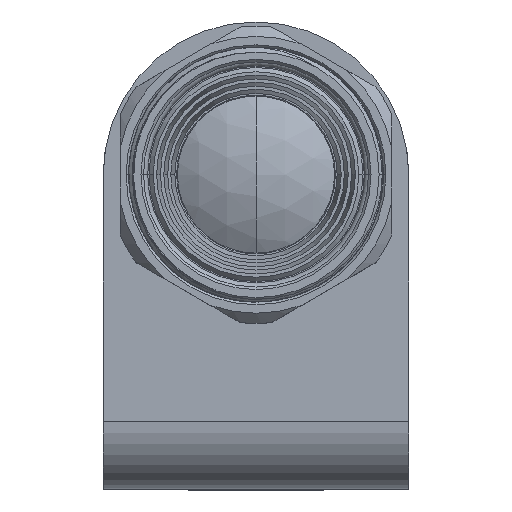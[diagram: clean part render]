
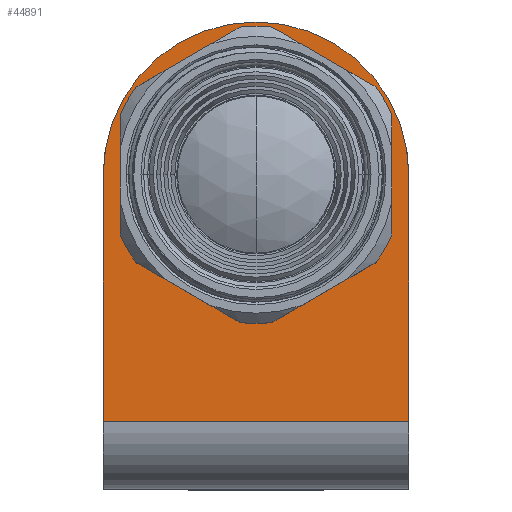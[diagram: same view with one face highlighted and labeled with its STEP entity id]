
A CAD part, top view. The second image highlights one B-rep face of the part: STEP entity #44891.
In plain terms, the highlighted planar face has unit normal (0, 0, 1).
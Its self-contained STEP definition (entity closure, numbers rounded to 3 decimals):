
#1055 = CIRCLE ( 'NONE', #28411, 15.25 ) ;
#1164 = LINE ( 'NONE', #12892, #11600 ) ;
#1261 = ORIENTED_EDGE ( 'NONE', *, *, #24327, .F. ) ;
#1697 = DIRECTION ( 'NONE',  ( 0., 0., -1. ) ) ;
#3138 = CIRCLE ( 'NONE', #25850, 15.25 ) ;
#3160 = ORIENTED_EDGE ( 'NONE', *, *, #26333, .T. ) ;
#3768 = DIRECTION ( 'NONE',  ( -1., 0., 0. ) ) ;
#4649 = CARTESIAN_POINT ( 'NONE',  ( -15.25, 37., 0. ) ) ;
#5604 = FACE_OUTER_BOUND ( 'NONE', #25349, .T. ) ;
#7083 = CARTESIAN_POINT ( 'NONE',  ( 18., 37., 0. ) ) ;
#8130 = CARTESIAN_POINT ( 'NONE',  ( 0., 37., 0. ) ) ;
#9354 = DIRECTION ( 'NONE',  ( 0., -1., 0. ) ) ;
#9668 = VERTEX_POINT ( 'NONE', #4649 ) ;
#11350 = VERTEX_POINT ( 'NONE', #29810 ) ;
#11600 = VECTOR ( 'NONE', #16054, 1000. ) ;
#11823 = DIRECTION ( 'NONE',  ( 0., 0., 1. ) ) ;
#12892 = CARTESIAN_POINT ( 'NONE',  ( 30., 8., 0. ) ) ;
#13096 = AXIS2_PLACEMENT_3D ( 'NONE', #43316, #1697, #31588 ) ;
#13570 = LINE ( 'NONE', #40938, #37581 ) ;
#14844 = CARTESIAN_POINT ( 'NONE',  ( 0., 37., 0. ) ) ;
#16054 = DIRECTION ( 'NONE',  ( -1., 0., 0. ) ) ;
#18599 = DIRECTION ( 'NONE',  ( 0., 1., 0. ) ) ;
#20068 = VERTEX_POINT ( 'NONE', #7083 ) ;
#20112 = DIRECTION ( 'NONE',  ( 1., 0., 0. ) ) ;
#20203 = VERTEX_POINT ( 'NONE', #38450 ) ;
#21475 = DIRECTION ( 'NONE',  ( 1., 0., 0. ) ) ;
#22372 = CARTESIAN_POINT ( 'NONE',  ( 0., 37., 0. ) ) ;
#22604 = VERTEX_POINT ( 'NONE', #47279 ) ;
#22685 = EDGE_CURVE ( 'NONE', #11350, #20203, #1164, .T. ) ;
#23946 = FACE_BOUND ( 'NONE', #40864, .T. ) ;
#24004 = ORIENTED_EDGE ( 'NONE', *, *, #31843, .F. ) ;
#24327 = EDGE_CURVE ( 'NONE', #22604, #9668, #3138, .T. ) ;
#25349 = EDGE_LOOP ( 'NONE', ( #36898, #3160, #32811, #40085 ) ) ;
#25850 = AXIS2_PLACEMENT_3D ( 'NONE', #8130, #11823, #20112 ) ;
#26333 = EDGE_CURVE ( 'NONE', #20068, #44077, #39411, .T. ) ;
#28411 = AXIS2_PLACEMENT_3D ( 'NONE', #14844, #32528, #21475 ) ;
#29810 = CARTESIAN_POINT ( 'NONE',  ( 18., 8., 0. ) ) ;
#29884 = EDGE_CURVE ( 'NONE', #44077, #20203, #35608, .T. ) ;
#31588 = DIRECTION ( 'NONE',  ( 0., 1., 0. ) ) ;
#31705 = CARTESIAN_POINT ( 'NONE',  ( -18., 37., 0. ) ) ;
#31843 = EDGE_CURVE ( 'NONE', #9668, #22604, #1055, .T. ) ;
#32255 = CARTESIAN_POINT ( 'NONE',  ( -18., 37., 0. ) ) ;
#32528 = DIRECTION ( 'NONE',  ( 0., 0., 1. ) ) ;
#32811 = ORIENTED_EDGE ( 'NONE', *, *, #29884, .T. ) ;
#33918 = AXIS2_PLACEMENT_3D ( 'NONE', #22372, #37338, #3768 ) ;
#35008 = PLANE ( 'NONE',  #13096 ) ;
#35608 = LINE ( 'NONE', #31705, #42292 ) ;
#36898 = ORIENTED_EDGE ( 'NONE', *, *, #39838, .T. ) ;
#37338 = DIRECTION ( 'NONE',  ( 0., 0., 1. ) ) ;
#37581 = VECTOR ( 'NONE', #18599, 1000. ) ;
#38450 = CARTESIAN_POINT ( 'NONE',  ( -18., 8., 0. ) ) ;
#39411 = CIRCLE ( 'NONE', #33918, 18. ) ;
#39838 = EDGE_CURVE ( 'NONE', #11350, #20068, #13570, .T. ) ;
#40085 = ORIENTED_EDGE ( 'NONE', *, *, #22685, .F. ) ;
#40864 = EDGE_LOOP ( 'NONE', ( #1261, #24004 ) ) ;
#40938 = CARTESIAN_POINT ( 'NONE',  ( 18., 0., 0. ) ) ;
#42292 = VECTOR ( 'NONE', #9354, 1000. ) ;
#43316 = CARTESIAN_POINT ( 'NONE',  ( 30., 87., 0. ) ) ;
#44077 = VERTEX_POINT ( 'NONE', #32255 ) ;
#44891 = ADVANCED_FACE ( 'NONE', ( #5604, #23946 ), #35008, .F. ) ;
#47279 = CARTESIAN_POINT ( 'NONE',  ( 15.25, 37., 0. ) ) ;
